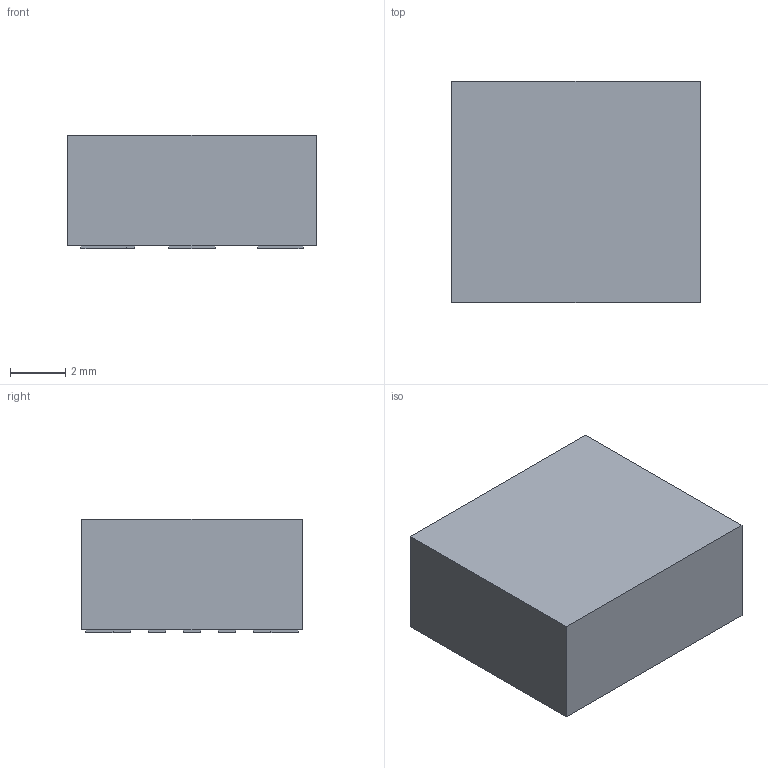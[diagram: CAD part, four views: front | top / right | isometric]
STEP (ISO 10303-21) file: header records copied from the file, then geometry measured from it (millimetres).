
FILE_DESCRIPTION(('FreeCAD Model'),'2;1');
FILE_NAME('16156124.2.1.stp','2022-06-18T06:24:41',( 'Author'),(''),'Open CASCADE STEP processor 6.9','FreeCAD','Unknown' );
FILE_SCHEMA(('AUTOMOTIVE_DESIGN { 1 0 10303 214 1 1 1 1 }'));
Length unit declared in the file: millimetre
Products named in the file (3): ASSEMBLY; Body; Pins
Assembly tree (2 placements, depth 2):
  ASSEMBLY
    Body
    Pins
Bounding box: 9 x 8 x 4.1 mm (x, y, z)
Volume: 289.5 mm3; surface area: 315.6 mm2
Topology: 13 solids, 13 shells, 78 faces, 156 edges, 104 vertices
Faces by surface type: plane 78
Entity records: 4151 total; most frequent: CARTESIAN_POINT 653, DIRECTION 630, LINE 468, VECTOR 468, ORIENTED_EDGE 312, PCURVE 312, DEFINITIONAL_REPRESENTATION 312, EDGE_CURVE 156
